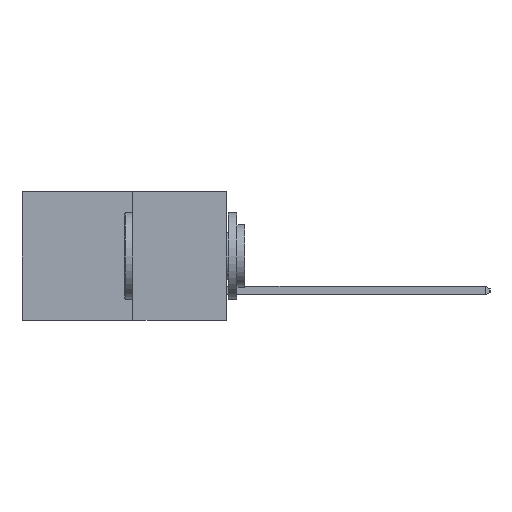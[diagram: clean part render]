
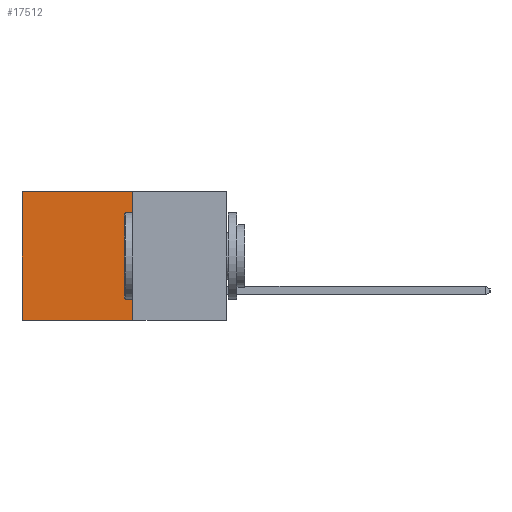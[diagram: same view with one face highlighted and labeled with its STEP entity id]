
A CAD part, left-side view. The second image highlights one B-rep face of the part: STEP entity #17512.
In plain terms, the highlighted planar face has unit normal (-1, 0, 0).
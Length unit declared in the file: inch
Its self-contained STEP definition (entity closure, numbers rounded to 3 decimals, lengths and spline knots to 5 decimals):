
#500 = DIRECTION ( 'NONE',  ( 0., 1., 0. ) ) ;
#1151 = CARTESIAN_POINT ( 'NONE',  ( 0.277, 0.27, 0. ) ) ;
#1166 = ORIENTED_EDGE ( 'NONE', *, *, #4710, .F. ) ;
#2213 = VECTOR ( 'NONE', #12227, 39.37008 ) ;
#2358 = AXIS2_PLACEMENT_3D ( 'NONE', #19259, #9537, #20861 ) ;
#2610 = CARTESIAN_POINT ( 'NONE',  ( 0.277, 0.27, -0.37 ) ) ;
#2667 = DIRECTION ( 'NONE',  ( 0., 1., 0. ) ) ;
#3800 = CARTESIAN_POINT ( 'NONE',  ( 0.277, 0.59, 0. ) ) ;
#4024 = VECTOR ( 'NONE', #17071, 39.37008 ) ;
#4710 = EDGE_CURVE ( 'NONE', #15394, #13202, #9542, .T. ) ;
#5045 = EDGE_LOOP ( 'NONE', ( #11522, #1166, #13806, #13364 ) ) ;
#6849 = EDGE_CURVE ( 'NONE', #11335, #8912, #18606, .T. ) ;
#7867 = PLANE ( 'NONE',  #2358 ) ;
#8235 = FACE_OUTER_BOUND ( 'NONE', #5045, .T. ) ;
#8912 = VERTEX_POINT ( 'NONE', #3800 ) ;
#9537 = DIRECTION ( 'NONE',  ( 1., 0., 0. ) ) ;
#9542 = LINE ( 'NONE', #2610, #18202 ) ;
#10542 = CARTESIAN_POINT ( 'NONE',  ( 0.277, 0.59, -0.37 ) ) ;
#11335 = VERTEX_POINT ( 'NONE', #16957 ) ;
#11522 = ORIENTED_EDGE ( 'NONE', *, *, #16752, .T. ) ;
#12126 = LINE ( 'NONE', #10542, #2213 ) ;
#12227 = DIRECTION ( 'NONE',  ( 0., 0., -1. ) ) ;
#13202 = VERTEX_POINT ( 'NONE', #16503 ) ;
#13364 = ORIENTED_EDGE ( 'NONE', *, *, #6849, .T. ) ;
#13806 = ORIENTED_EDGE ( 'NONE', *, *, #17279, .F. ) ;
#14351 = VECTOR ( 'NONE', #500, 39.37008 ) ;
#15394 = VERTEX_POINT ( 'NONE', #15645 ) ;
#15645 = CARTESIAN_POINT ( 'NONE',  ( 0.277, 0.27, -0.37 ) ) ;
#16503 = CARTESIAN_POINT ( 'NONE',  ( 0.277, 0.59, -0.37 ) ) ;
#16752 = EDGE_CURVE ( 'NONE', #8912, #13202, #12126, .T. ) ;
#16957 = CARTESIAN_POINT ( 'NONE',  ( 0.277, 0.27, 0. ) ) ;
#17071 = DIRECTION ( 'NONE',  ( 0., 0., -1. ) ) ;
#17228 = LINE ( 'NONE', #18647, #4024 ) ;
#17279 = EDGE_CURVE ( 'NONE', #11335, #15394, #17228, .T. ) ;
#17512 = ADVANCED_FACE ( 'NONE', ( #8235 ), #7867, .F. ) ;
#18202 = VECTOR ( 'NONE', #2667, 39.37008 ) ;
#18606 = LINE ( 'NONE', #1151, #14351 ) ;
#18647 = CARTESIAN_POINT ( 'NONE',  ( 0.277, 0.27, -0.37 ) ) ;
#19259 = CARTESIAN_POINT ( 'NONE',  ( 0.277, 0.27, -0.37 ) ) ;
#20861 = DIRECTION ( 'NONE',  ( 0., 0., -1. ) ) ;
